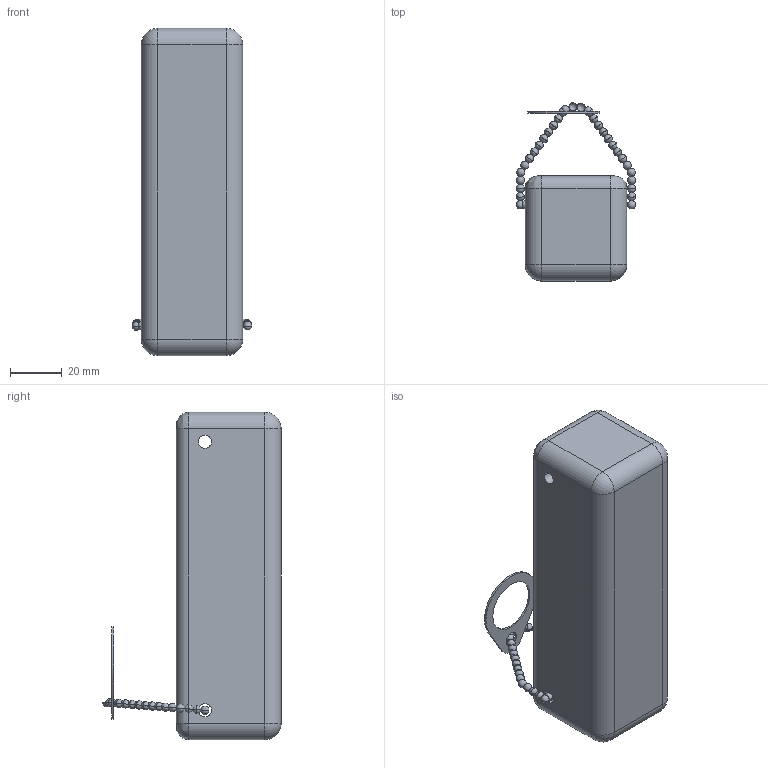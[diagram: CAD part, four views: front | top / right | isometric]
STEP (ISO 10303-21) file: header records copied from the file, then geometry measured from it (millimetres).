
FILE_DESCRIPTION((''),'2;1');
FILE_NAME('ILC56000703','2020-04-02T',('npeters'),(''),'PRO/ENGINEER BY PARAMETRIC TECHNOLOGY CORPORATION, 2013320','PRO/ENGINEER BY PARAMETRIC TECHNOLOGY CORPORATION, 2013320','');
FILE_SCHEMA(('AUTOMOTIVE_DESIGN { 1 0 10303 214 1 1 1 1 }'));
Length unit declared in the file: inch
Products named in the file (1): ILC56000703
Bounding box: 46.35 x 69.18 x 127 mm (x, y, z)
Surface area: 30134.8 mm2 (no closed solid volume)
Topology: 0 solids, 41 shells, 208 faces, 559 edges, 265 vertices
Faces by surface type: sphere 134, cylinder 30, plane 24, cone 16, bspline 4
Entity records: 5809 total; most frequent: CARTESIAN_POINT 1220, DIRECTION 1060, ORIENTED_EDGE 762, AXIS2_PLACEMENT_3D 493, EDGE_CURVE 393, CIRCLE 289, VERTEX_POINT 265, EDGE_LOOP 226
